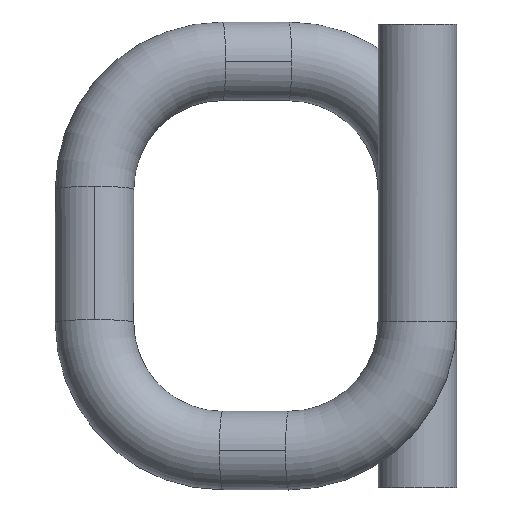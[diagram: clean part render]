
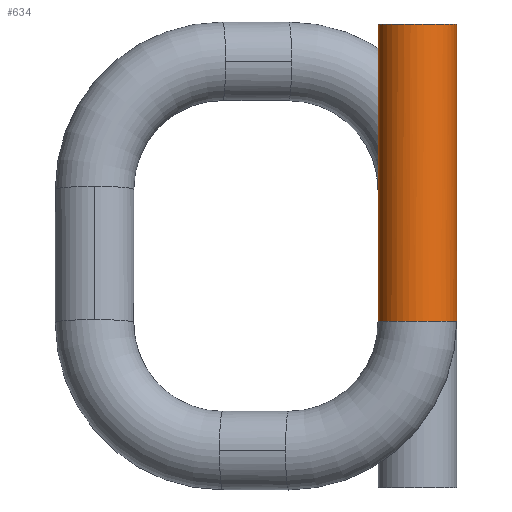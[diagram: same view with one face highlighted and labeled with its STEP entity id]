
A CAD part, left-side view. The second image highlights one B-rep face of the part: STEP entity #634.
In plain terms, the highlighted cylindrical face has radius 0.194 mm (diameter 0.388 mm), a partial arc.
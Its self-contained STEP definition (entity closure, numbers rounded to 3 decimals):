
#26 = EDGE_LOOP ( 'NONE', ( #4988, #535, #2754, #208, #3358 ) ) ;
#113 = CARTESIAN_POINT ( 'NONE',  ( 0., -0.194, 0.183 ) ) ;
#193 = CARTESIAN_POINT ( 'NONE',  ( 0., 0., -1.283 ) ) ;
#208 = ORIENTED_EDGE ( 'NONE', *, *, #3447, .T. ) ;
#281 = VERTEX_POINT ( 'NONE', #4574 ) ;
#468 = DIRECTION ( 'NONE',  ( 0., 0., 1. ) ) ;
#535 = ORIENTED_EDGE ( 'NONE', *, *, #5967, .T. ) ;
#570 = CARTESIAN_POINT ( 'NONE',  ( 0., 0.194, -1.283 ) ) ;
#634 = ADVANCED_FACE ( 'NONE', ( #2705 ), #2135, .T. ) ;
#655 = DIRECTION ( 'NONE',  ( 0., -1., 0. ) ) ;
#967 = DIRECTION ( 'NONE',  ( 0., 0., -1. ) ) ;
#1435 = VECTOR ( 'NONE', #2898, 1000. ) ;
#1499 = DIRECTION ( 'NONE',  ( 0., 0., 1. ) ) ;
#1867 = AXIS2_PLACEMENT_3D ( 'NONE', #193, #3427, #655 ) ;
#1995 = CIRCLE ( 'NONE', #2136, 0.194 ) ;
#2135 = CYLINDRICAL_SURFACE ( 'NONE', #4372, 0.194 ) ;
#2136 = AXIS2_PLACEMENT_3D ( 'NONE', #3248, #468, #3702 ) ;
#2705 = FACE_OUTER_BOUND ( 'NONE', #26, .T. ) ;
#2754 = ORIENTED_EDGE ( 'NONE', *, *, #4492, .T. ) ;
#2755 = CARTESIAN_POINT ( 'NONE',  ( 0., -0.194, -1.283 ) ) ;
#2813 = CARTESIAN_POINT ( 'NONE',  ( 0., 0.194, 0.183 ) ) ;
#2859 = CIRCLE ( 'NONE', #5093, 0.194 ) ;
#2898 = DIRECTION ( 'NONE',  ( 0., 0., 1. ) ) ;
#3248 = CARTESIAN_POINT ( 'NONE',  ( 0., 0., -1.283 ) ) ;
#3356 = VERTEX_POINT ( 'NONE', #113 ) ;
#3358 = ORIENTED_EDGE ( 'NONE', *, *, #5852, .T. ) ;
#3366 = EDGE_CURVE ( 'NONE', #5554, #5862, #5810, .T. ) ;
#3427 = DIRECTION ( 'NONE',  ( 0., 0., 1. ) ) ;
#3447 = EDGE_CURVE ( 'NONE', #5332, #3356, #3916, .T. ) ;
#3702 = DIRECTION ( 'NONE',  ( 0., -1., 0. ) ) ;
#3740 = CARTESIAN_POINT ( 'NONE',  ( 0., 0., 0.183 ) ) ;
#3836 = DIRECTION ( 'NONE',  ( 0., -1., 0. ) ) ;
#3916 = LINE ( 'NONE', #5677, #1435 ) ;
#4217 = DIRECTION ( 'NONE',  ( 0., -1., 0. ) ) ;
#4286 = CARTESIAN_POINT ( 'NONE',  ( 0., 0.194, -1.283 ) ) ;
#4372 = AXIS2_PLACEMENT_3D ( 'NONE', #5228, #1499, #3836 ) ;
#4492 = EDGE_CURVE ( 'NONE', #281, #5332, #1995, .T. ) ;
#4574 = CARTESIAN_POINT ( 'NONE',  ( -0.015, -0.194, -1.283 ) ) ;
#4576 = VECTOR ( 'NONE', #4748, 1000. ) ;
#4748 = DIRECTION ( 'NONE',  ( 0., 0., 1. ) ) ;
#4988 = ORIENTED_EDGE ( 'NONE', *, *, #3366, .F. ) ;
#5093 = AXIS2_PLACEMENT_3D ( 'NONE', #3740, #967, #4217 ) ;
#5194 = CIRCLE ( 'NONE', #1867, 0.194 ) ;
#5228 = CARTESIAN_POINT ( 'NONE',  ( 0., 0., -1.283 ) ) ;
#5332 = VERTEX_POINT ( 'NONE', #2755 ) ;
#5554 = VERTEX_POINT ( 'NONE', #570 ) ;
#5677 = CARTESIAN_POINT ( 'NONE',  ( 0., -0.194, -1.283 ) ) ;
#5810 = LINE ( 'NONE', #4286, #4576 ) ;
#5852 = EDGE_CURVE ( 'NONE', #3356, #5862, #2859, .T. ) ;
#5862 = VERTEX_POINT ( 'NONE', #2813 ) ;
#5967 = EDGE_CURVE ( 'NONE', #5554, #281, #5194, .T. ) ;
